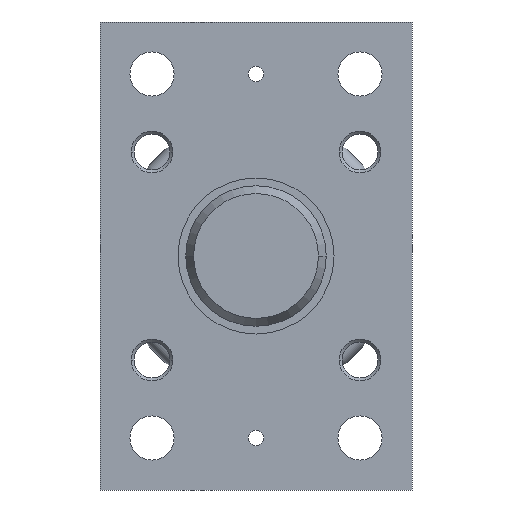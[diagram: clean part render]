
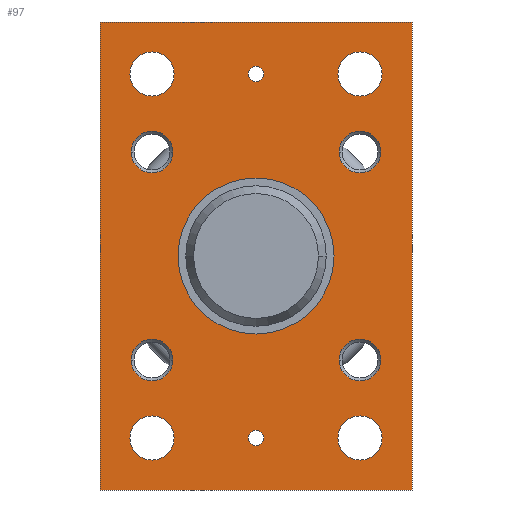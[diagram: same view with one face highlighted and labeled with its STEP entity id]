
A CAD part, left-side view. The second image highlights one B-rep face of the part: STEP entity #97.
In plain terms, the highlighted planar face has unit normal (-1, 0, 0).
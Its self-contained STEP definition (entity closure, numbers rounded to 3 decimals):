
#97=ADVANCED_FACE('',(#249,#250,#251,#252,#253,#254,#255,#256,#257,#258,#259,#260),#261,.F.);
#249=FACE_BOUND('',#454,.T.);
#250=FACE_BOUND('',#455,.T.);
#251=FACE_BOUND('',#456,.T.);
#252=FACE_BOUND('',#457,.T.);
#253=FACE_BOUND('',#458,.T.);
#254=FACE_BOUND('',#459,.T.);
#255=FACE_BOUND('',#460,.T.);
#256=FACE_BOUND('',#461,.T.);
#257=FACE_BOUND('',#462,.T.);
#258=FACE_BOUND('',#463,.T.);
#259=FACE_BOUND('',#464,.T.);
#260=FACE_OUTER_BOUND('',#465,.T.);
#261=PLANE('',#466);
#454=EDGE_LOOP('',(#943,#944));
#455=EDGE_LOOP('',(#945,#946));
#456=EDGE_LOOP('',(#947,#948));
#457=EDGE_LOOP('',(#949,#950));
#458=EDGE_LOOP('',(#951,#952));
#459=EDGE_LOOP('',(#953,#954));
#460=EDGE_LOOP('',(#955,#956));
#461=EDGE_LOOP('',(#957,#958));
#462=EDGE_LOOP('',(#959,#960));
#463=EDGE_LOOP('',(#961,#962));
#464=EDGE_LOOP('',(#963,#964));
#465=EDGE_LOOP('',(#965,#966,#967,#968));
#466=AXIS2_PLACEMENT_3D('',#969,#970,#971);
#943=ORIENTED_EDGE('',*,*,#1379,.T.);
#944=ORIENTED_EDGE('',*,*,#1405,.T.);
#945=ORIENTED_EDGE('',*,*,#1368,.T.);
#946=ORIENTED_EDGE('',*,*,#1407,.T.);
#947=ORIENTED_EDGE('',*,*,#1357,.T.);
#948=ORIENTED_EDGE('',*,*,#1409,.T.);
#949=ORIENTED_EDGE('',*,*,#1346,.T.);
#950=ORIENTED_EDGE('',*,*,#1411,.T.);
#951=ORIENTED_EDGE('',*,*,#1413,.T.);
#952=ORIENTED_EDGE('',*,*,#1339,.T.);
#953=ORIENTED_EDGE('',*,*,#1414,.T.);
#954=ORIENTED_EDGE('',*,*,#1335,.T.);
#955=ORIENTED_EDGE('',*,*,#1415,.T.);
#956=ORIENTED_EDGE('',*,*,#1331,.T.);
#957=ORIENTED_EDGE('',*,*,#1416,.T.);
#958=ORIENTED_EDGE('',*,*,#1327,.T.);
#959=ORIENTED_EDGE('',*,*,#1417,.T.);
#960=ORIENTED_EDGE('',*,*,#1323,.T.);
#961=ORIENTED_EDGE('',*,*,#1418,.T.);
#962=ORIENTED_EDGE('',*,*,#1319,.T.);
#963=ORIENTED_EDGE('',*,*,#1388,.T.);
#964=ORIENTED_EDGE('',*,*,#1387,.T.);
#965=ORIENTED_EDGE('',*,*,#1419,.T.);
#966=ORIENTED_EDGE('',*,*,#1420,.T.);
#967=ORIENTED_EDGE('',*,*,#1421,.T.);
#968=ORIENTED_EDGE('',*,*,#1422,.T.);
#969=CARTESIAN_POINT('',(-20.0,0.0,0.0));
#970=DIRECTION('',(1.0,0.0,0.));
#971=DIRECTION('',(0.,0.0,-1.0));
#1319=EDGE_CURVE('',#1590,#1594,#1596,.T.);
#1323=EDGE_CURVE('',#1598,#1602,#1604,.T.);
#1327=EDGE_CURVE('',#1606,#1610,#1612,.T.);
#1331=EDGE_CURVE('',#1614,#1618,#1620,.T.);
#1335=EDGE_CURVE('',#1622,#1626,#1628,.T.);
#1339=EDGE_CURVE('',#1630,#1634,#1636,.T.);
#1346=EDGE_CURVE('',#1645,#1647,#1649,.T.);
#1357=EDGE_CURVE('',#1664,#1666,#1668,.T.);
#1368=EDGE_CURVE('',#1683,#1685,#1687,.T.);
#1379=EDGE_CURVE('',#1702,#1704,#1706,.T.);
#1387=EDGE_CURVE('',#1714,#1718,#1720,.T.);
#1388=EDGE_CURVE('',#1718,#1714,#1721,.T.);
#1405=EDGE_CURVE('',#1704,#1702,#1742,.T.);
#1407=EDGE_CURVE('',#1685,#1683,#1744,.T.);
#1409=EDGE_CURVE('',#1666,#1664,#1746,.T.);
#1411=EDGE_CURVE('',#1647,#1645,#1748,.T.);
#1413=EDGE_CURVE('',#1634,#1630,#1750,.T.);
#1414=EDGE_CURVE('',#1626,#1622,#1751,.T.);
#1415=EDGE_CURVE('',#1618,#1614,#1752,.T.);
#1416=EDGE_CURVE('',#1610,#1606,#1753,.T.);
#1417=EDGE_CURVE('',#1602,#1598,#1754,.T.);
#1418=EDGE_CURVE('',#1594,#1590,#1755,.T.);
#1419=EDGE_CURVE('',#1756,#1757,#1758,.T.);
#1420=EDGE_CURVE('',#1757,#1759,#1760,.T.);
#1421=EDGE_CURVE('',#1759,#1761,#1762,.T.);
#1422=EDGE_CURVE('',#1761,#1756,#1763,.T.);
#1590=VERTEX_POINT('',#1999);
#1594=VERTEX_POINT('',#2004);
#1596=CIRCLE('',#2007,8.5);
#1598=VERTEX_POINT('',#2009);
#1602=VERTEX_POINT('',#2014);
#1604=CIRCLE('',#2017,8.5);
#1606=VERTEX_POINT('',#2019);
#1610=VERTEX_POINT('',#2024);
#1612=CIRCLE('',#2027,8.5);
#1614=VERTEX_POINT('',#2029);
#1618=VERTEX_POINT('',#2034);
#1620=CIRCLE('',#2037,8.5);
#1622=VERTEX_POINT('',#2039);
#1626=VERTEX_POINT('',#2044);
#1628=CIRCLE('',#2047,3.0);
#1630=VERTEX_POINT('',#2049);
#1634=VERTEX_POINT('',#2054);
#1636=CIRCLE('',#2057,3.0);
#1645=VERTEX_POINT('',#2068);
#1647=VERTEX_POINT('',#2071);
#1649=CIRCLE('',#2074,8.0);
#1664=VERTEX_POINT('',#2093);
#1666=VERTEX_POINT('',#2096);
#1668=CIRCLE('',#2099,8.0);
#1683=VERTEX_POINT('',#2118);
#1685=VERTEX_POINT('',#2121);
#1687=CIRCLE('',#2124,8.0);
#1702=VERTEX_POINT('',#2143);
#1704=VERTEX_POINT('',#2146);
#1706=CIRCLE('',#2149,8.0);
#1714=VERTEX_POINT('',#2159);
#1718=VERTEX_POINT('',#2164);
#1720=CIRCLE('',#2167,30.0);
#1721=CIRCLE('',#2168,30.0);
#1742=CIRCLE('',#2193,8.0);
#1744=CIRCLE('',#2195,8.0);
#1746=CIRCLE('',#2197,8.0);
#1748=CIRCLE('',#2199,8.0);
#1750=CIRCLE('',#2201,3.0);
#1751=CIRCLE('',#2202,3.0);
#1752=CIRCLE('',#2203,8.5);
#1753=CIRCLE('',#2204,8.5);
#1754=CIRCLE('',#2205,8.5);
#1755=CIRCLE('',#2206,8.5);
#1756=VERTEX_POINT('',#2207);
#1757=VERTEX_POINT('',#2208);
#1758=LINE('',#2209,#2210);
#1759=VERTEX_POINT('',#2211);
#1760=LINE('',#2212,#2213);
#1761=VERTEX_POINT('',#2214);
#1762=LINE('',#2215,#2216);
#1763=LINE('',#2217,#2218);
#1999=CARTESIAN_POINT('',(-20.0,-40.0,61.5));
#2004=CARTESIAN_POINT('',(-20.0,-40.0,78.5));
#2007=AXIS2_PLACEMENT_3D('',#2487,#2488,#2489);
#2009=CARTESIAN_POINT('',(-20.0,40.0,61.5));
#2014=CARTESIAN_POINT('',(-20.0,40.0,78.5));
#2017=AXIS2_PLACEMENT_3D('',#2495,#2496,#2497);
#2019=CARTESIAN_POINT('',(-20.0,-40.0,-78.5));
#2024=CARTESIAN_POINT('',(-20.0,-40.0,-61.5));
#2027=AXIS2_PLACEMENT_3D('',#2503,#2504,#2505);
#2029=CARTESIAN_POINT('',(-20.0,40.0,-78.5));
#2034=CARTESIAN_POINT('',(-20.0,40.0,-61.5));
#2037=AXIS2_PLACEMENT_3D('',#2511,#2512,#2513);
#2039=CARTESIAN_POINT('',(-20.0,0.,67.0));
#2044=CARTESIAN_POINT('',(-20.0,0.,73.0));
#2047=AXIS2_PLACEMENT_3D('',#2519,#2520,#2521);
#2049=CARTESIAN_POINT('',(-20.0,0.,-73.0));
#2054=CARTESIAN_POINT('',(-20.0,0.,-67.0));
#2057=AXIS2_PLACEMENT_3D('',#2527,#2528,#2529);
#2068=CARTESIAN_POINT('',(-20.0,-32.0,40.0));
#2071=CARTESIAN_POINT('',(-20.0,-48.0,40.0));
#2074=AXIS2_PLACEMENT_3D('',#2540,#2541,#2542);
#2093=CARTESIAN_POINT('',(-20.0,48.0,40.0));
#2096=CARTESIAN_POINT('',(-20.0,32.0,40.0));
#2099=AXIS2_PLACEMENT_3D('',#2561,#2562,#2563);
#2118=CARTESIAN_POINT('',(-20.0,-32.0,-40.0));
#2121=CARTESIAN_POINT('',(-20.0,-48.0,-40.0));
#2124=AXIS2_PLACEMENT_3D('',#2582,#2583,#2584);
#2143=CARTESIAN_POINT('',(-20.0,48.0,-40.0));
#2146=CARTESIAN_POINT('',(-20.0,32.0,-40.0));
#2149=AXIS2_PLACEMENT_3D('',#2603,#2604,#2605);
#2159=CARTESIAN_POINT('',(-20.0,0.,-30.0));
#2164=CARTESIAN_POINT('',(-20.0,0.,30.0));
#2167=AXIS2_PLACEMENT_3D('',#2619,#2620,#2621);
#2168=AXIS2_PLACEMENT_3D('',#2622,#2623,#2624);
#2193=AXIS2_PLACEMENT_3D('',#2665,#2666,#2667);
#2195=AXIS2_PLACEMENT_3D('',#2671,#2672,#2673);
#2197=AXIS2_PLACEMENT_3D('',#2677,#2678,#2679);
#2199=AXIS2_PLACEMENT_3D('',#2683,#2684,#2685);
#2201=AXIS2_PLACEMENT_3D('',#2689,#2690,#2691);
#2202=AXIS2_PLACEMENT_3D('',#2692,#2693,#2694);
#2203=AXIS2_PLACEMENT_3D('',#2695,#2696,#2697);
#2204=AXIS2_PLACEMENT_3D('',#2698,#2699,#2700);
#2205=AXIS2_PLACEMENT_3D('',#2701,#2702,#2703);
#2206=AXIS2_PLACEMENT_3D('',#2704,#2705,#2706);
#2207=CARTESIAN_POINT('',(-20.0,60.0,-90.0));
#2208=CARTESIAN_POINT('',(-20.0,-60.0,-90.0));
#2209=CARTESIAN_POINT('',(-20.0,0.0,-90.0));
#2210=VECTOR('',#2707,1.0);
#2211=CARTESIAN_POINT('',(-20.0,-60.0,90.0));
#2212=CARTESIAN_POINT('',(-20.0,-60.0,0.0));
#2213=VECTOR('',#2708,1.0);
#2214=CARTESIAN_POINT('',(-20.0,60.0,90.0));
#2215=CARTESIAN_POINT('',(-20.0,0.0,90.0));
#2216=VECTOR('',#2709,1.0);
#2217=CARTESIAN_POINT('',(-20.0,60.0,0.0));
#2218=VECTOR('',#2710,1.0);
#2487=CARTESIAN_POINT('',(-20.0,-40.0,70.0));
#2488=DIRECTION('',(1.0,0.0,0.));
#2489=DIRECTION('',(0.,0.0,-1.0));
#2495=CARTESIAN_POINT('',(-20.0,40.0,70.0));
#2496=DIRECTION('',(1.0,0.0,0.));
#2497=DIRECTION('',(0.,0.0,-1.0));
#2503=CARTESIAN_POINT('',(-20.0,-40.0,-70.0));
#2504=DIRECTION('',(1.0,0.0,0.));
#2505=DIRECTION('',(0.,0.0,-1.0));
#2511=CARTESIAN_POINT('',(-20.0,40.0,-70.0));
#2512=DIRECTION('',(1.0,0.0,0.));
#2513=DIRECTION('',(0.,0.0,-1.0));
#2519=CARTESIAN_POINT('',(-20.0,0.0,70.0));
#2520=DIRECTION('',(1.0,0.0,0.));
#2521=DIRECTION('',(0.,0.0,-1.0));
#2527=CARTESIAN_POINT('',(-20.0,0.0,-70.0));
#2528=DIRECTION('',(1.0,0.0,0.));
#2529=DIRECTION('',(0.,0.0,-1.0));
#2540=CARTESIAN_POINT('',(-20.0,-40.0,40.0));
#2541=DIRECTION('',(1.0,-0.0,0.));
#2542=DIRECTION('',(0.0,1.0,0.0));
#2561=CARTESIAN_POINT('',(-20.0,40.0,40.0));
#2562=DIRECTION('',(1.0,-0.0,0.));
#2563=DIRECTION('',(0.0,1.0,0.0));
#2582=CARTESIAN_POINT('',(-20.0,-40.0,-40.0));
#2583=DIRECTION('',(1.0,-0.0,0.));
#2584=DIRECTION('',(0.0,1.0,0.0));
#2603=CARTESIAN_POINT('',(-20.0,40.0,-40.0));
#2604=DIRECTION('',(1.0,-0.0,0.));
#2605=DIRECTION('',(0.0,1.0,0.0));
#2619=CARTESIAN_POINT('',(-20.0,0.0,0.0));
#2620=DIRECTION('',(1.0,0.0,0.));
#2621=DIRECTION('',(0.,0.0,-1.0));
#2622=CARTESIAN_POINT('',(-20.0,0.0,0.0));
#2623=DIRECTION('',(1.0,0.0,0.));
#2624=DIRECTION('',(0.,0.0,-1.0));
#2665=CARTESIAN_POINT('',(-20.0,40.0,-40.0));
#2666=DIRECTION('',(1.0,-0.0,0.));
#2667=DIRECTION('',(0.0,1.0,0.0));
#2671=CARTESIAN_POINT('',(-20.0,-40.0,-40.0));
#2672=DIRECTION('',(1.0,-0.0,0.));
#2673=DIRECTION('',(0.0,1.0,0.0));
#2677=CARTESIAN_POINT('',(-20.0,40.0,40.0));
#2678=DIRECTION('',(1.0,-0.0,0.));
#2679=DIRECTION('',(0.0,1.0,0.0));
#2683=CARTESIAN_POINT('',(-20.0,-40.0,40.0));
#2684=DIRECTION('',(1.0,-0.0,0.));
#2685=DIRECTION('',(0.0,1.0,0.0));
#2689=CARTESIAN_POINT('',(-20.0,0.0,-70.0));
#2690=DIRECTION('',(1.0,0.0,0.));
#2691=DIRECTION('',(0.,0.0,-1.0));
#2692=CARTESIAN_POINT('',(-20.0,0.0,70.0));
#2693=DIRECTION('',(1.0,0.0,0.));
#2694=DIRECTION('',(0.,0.0,-1.0));
#2695=CARTESIAN_POINT('',(-20.0,40.0,-70.0));
#2696=DIRECTION('',(1.0,0.0,0.));
#2697=DIRECTION('',(0.,0.0,-1.0));
#2698=CARTESIAN_POINT('',(-20.0,-40.0,-70.0));
#2699=DIRECTION('',(1.0,0.0,0.));
#2700=DIRECTION('',(0.,0.0,-1.0));
#2701=CARTESIAN_POINT('',(-20.0,40.0,70.0));
#2702=DIRECTION('',(1.0,0.0,0.));
#2703=DIRECTION('',(0.,0.0,-1.0));
#2704=CARTESIAN_POINT('',(-20.0,-40.0,70.0));
#2705=DIRECTION('',(1.0,0.0,0.));
#2706=DIRECTION('',(0.,0.0,-1.0));
#2707=DIRECTION('',(0.0,-1.0,0.0));
#2708=DIRECTION('',(0.,0.0,1.0));
#2709=DIRECTION('',(0.0,1.0,0.0));
#2710=DIRECTION('',(0.,0.0,-1.0));
